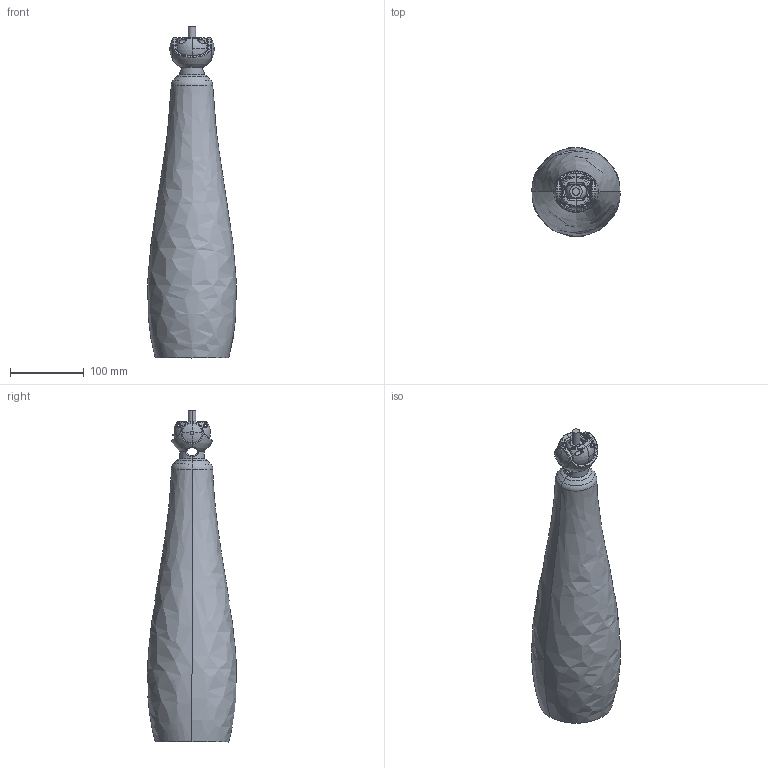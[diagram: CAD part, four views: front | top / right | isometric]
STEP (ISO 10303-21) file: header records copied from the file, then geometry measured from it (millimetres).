
FILE_DESCRIPTION (( 'STEP AP214' ), '1' );
FILE_NAME ('Giroscopio2.STEP', '2019-04-01T21:43:36', ( 'MariaConsuegra' ), ( '' ), 'SwSTEP 2.0', 'SolidWorks 2015', '' );
FILE_SCHEMA (( 'AUTOMOTIVE_DESIGN' ));
Length unit declared in the file: millimetre
Products named in the file (15): Giroscopio2; M4_3_A; antebrazo_A; rodamiento2; Armason_B; rodillo; polea; Armason; M4_3_B; potenciometro_centro; potenciometro; M4_2_I; M4_2_D; rodamiento1; M4_1
Assembly tree (25 placements, depth 2):
  Giroscopio2
    M4_1
    rodamiento1  x4
    M4_2_D
    M4_2_I
    potenciometro
    potenciometro_centro
    M4_3_B
    Armason
    polea  x2
    rodillo  x6
    Armason_B
    rodamiento2  x2
    antebrazo_A  x2
    M4_3_A
Bounding box: 120.8 x 121.01 x 451.14 mm (x, y, z)
Volume: 522802.7 mm3; surface area: 293153.6 mm2
Topology: 25 solids, 25 shells, 925 faces, 2332 edges, 1521 vertices
Faces by surface type: plane 471, cylinder 308, bspline 54, sphere 46, torus 44, cone 2
Entity records: 25323 total; most frequent: CARTESIAN_POINT 8158, DIRECTION 3499, ORIENTED_EDGE 3446, EDGE_CURVE 1723, AXIS2_PLACEMENT_3D 1303, VERTEX_POINT 1116, LINE 893, VECTOR 893
